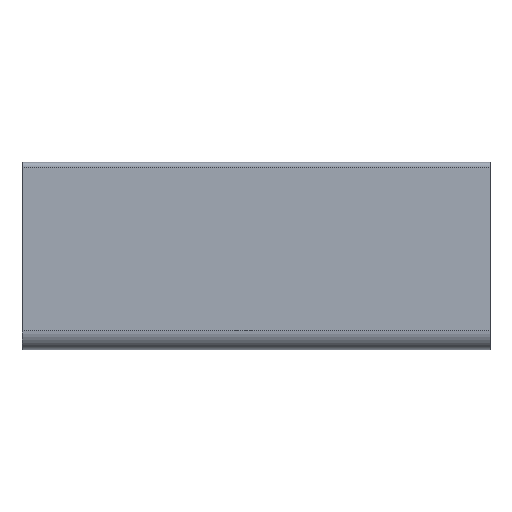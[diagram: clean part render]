
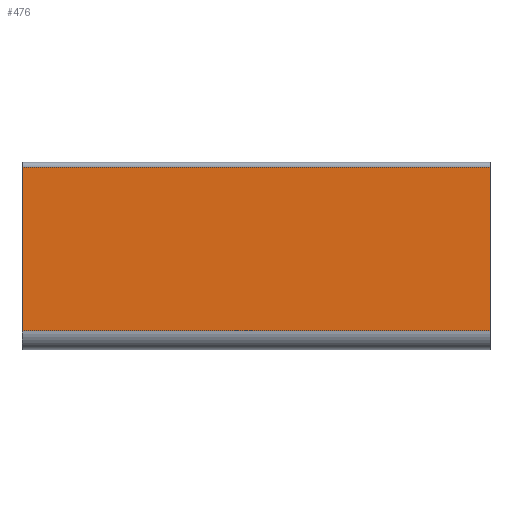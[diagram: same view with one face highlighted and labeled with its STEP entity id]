
A CAD part, left-side view. The second image highlights one B-rep face of the part: STEP entity #476.
In plain terms, the highlighted planar face has unit normal (-1, 0, 0).
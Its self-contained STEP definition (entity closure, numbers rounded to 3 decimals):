
#476 = ADVANCED_FACE( '', ( #1015 ), #1016, .F. );
#1015 = FACE_OUTER_BOUND( '', #1614, .T. );
#1016 = PLANE( '', #1615 );
#1614 = EDGE_LOOP( '', ( #3035, #3036, #3037, #3038 ) );
#1615 = AXIS2_PLACEMENT_3D( '', #3039, #3040, #3041 );
#3035 = ORIENTED_EDGE( '', *, *, #4389, .T. );
#3036 = ORIENTED_EDGE( '', *, *, #4390, .F. );
#3037 = ORIENTED_EDGE( '', *, *, #4232, .F. );
#3038 = ORIENTED_EDGE( '', *, *, #4291, .T. );
#3039 = CARTESIAN_POINT( '', ( -20., 100., -16. ) );
#3040 = DIRECTION( '', ( 1., 0., 0. ) );
#3041 = DIRECTION( '', ( 0., 0., -1. ) );
#4232 = EDGE_CURVE( '', #5322, #5179, #5324, .T. );
#4291 = EDGE_CURVE( '', #5322, #5404, #5406, .T. );
#4389 = EDGE_CURVE( '', #5404, #5532, #5533, .T. );
#4390 = EDGE_CURVE( '', #5179, #5532, #5534, .T. );
#5179 = VERTEX_POINT( '', #6534 );
#5322 = VERTEX_POINT( '', #6713 );
#5324 = LINE( '', #6715, #6716 );
#5404 = VERTEX_POINT( '', #6822 );
#5406 = LINE( '', #6824, #6825 );
#5532 = VERTEX_POINT( '', #6989 );
#5533 = LINE( '', #6990, #6991 );
#5534 = LINE( '', #6992, #6993 );
#6534 = CARTESIAN_POINT( '', ( -20., 100., 19. ) );
#6713 = CARTESIAN_POINT( '', ( -20., 100., -16. ) );
#6715 = CARTESIAN_POINT( '', ( -20., 100., -16. ) );
#6716 = VECTOR( '', #7936, 1000. );
#6822 = CARTESIAN_POINT( '', ( -20., 0., -16. ) );
#6824 = CARTESIAN_POINT( '', ( -20., 100., -16. ) );
#6825 = VECTOR( '', #8005, 1000. );
#6989 = CARTESIAN_POINT( '', ( -20., 0., 19. ) );
#6990 = CARTESIAN_POINT( '', ( -20., 0., -16. ) );
#6991 = VECTOR( '', #8116, 1000. );
#6992 = CARTESIAN_POINT( '', ( -20., 100., 19. ) );
#6993 = VECTOR( '', #8117, 1000. );
#7936 = DIRECTION( '', ( 0., 0., 1. ) );
#8005 = DIRECTION( '', ( 0., -1., 0. ) );
#8116 = DIRECTION( '', ( 0., 0., 1. ) );
#8117 = DIRECTION( '', ( 0., -1., 0. ) );
